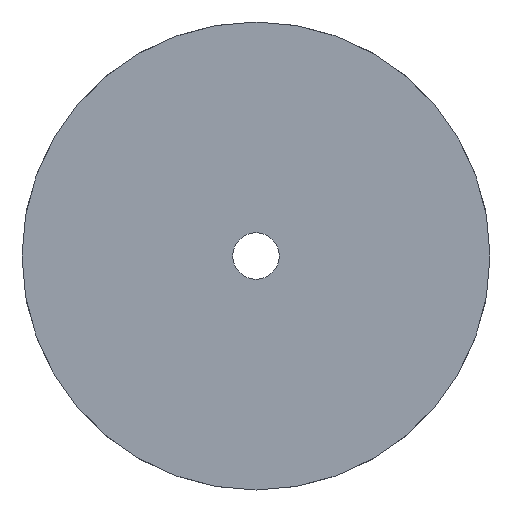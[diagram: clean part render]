
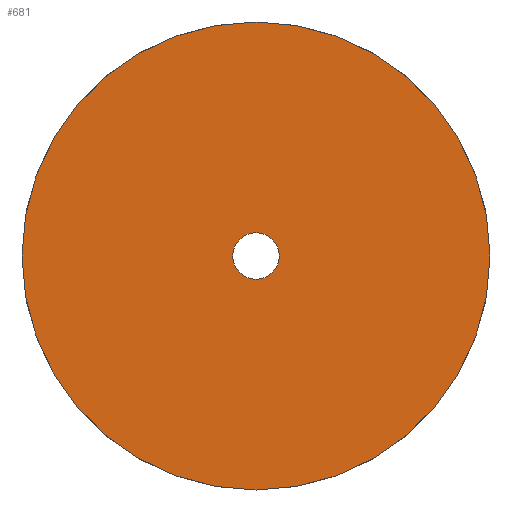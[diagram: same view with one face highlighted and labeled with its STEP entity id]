
A CAD part, left-side view. The second image highlights one B-rep face of the part: STEP entity #681.
In plain terms, the highlighted planar face has unit normal (-1, 0, 0).
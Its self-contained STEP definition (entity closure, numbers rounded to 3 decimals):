
#122=FACE_BOUND('',#205,.T.);
#149=FACE_OUTER_BOUND('',#204,.T.);
#204=EDGE_LOOP('',(#489));
#205=EDGE_LOOP('',(#490));
#280=CIRCLE('',#752,2.518);
#282=CIRCLE('',#756,25.4);
#333=VERTEX_POINT('',#1120);
#336=VERTEX_POINT('',#1129);
#393=EDGE_CURVE('',#333,#333,#280,.T.);
#397=EDGE_CURVE('',#336,#336,#282,.T.);
#489=ORIENTED_EDGE('',*,*,#397,.F.);
#490=ORIENTED_EDGE('',*,*,#393,.T.);
#654=PLANE('',#755);
#681=ADVANCED_FACE('',(#149,#122),#654,.T.);
#752=AXIS2_PLACEMENT_3D('',#1121,#870,#871);
#755=AXIS2_PLACEMENT_3D('',#1128,#878,#879);
#756=AXIS2_PLACEMENT_3D('',#1130,#880,#881);
#870=DIRECTION('center_axis',(1.,0.,0.));
#871=DIRECTION('ref_axis',(0.,-1.,0.));
#878=DIRECTION('center_axis',(-1.,0.,0.));
#879=DIRECTION('ref_axis',(0.,0.,1.));
#880=DIRECTION('center_axis',(1.,0.,0.));
#881=DIRECTION('ref_axis',(0.,0.,-1.));
#1120=CARTESIAN_POINT('',(-20.,2.517,0.));
#1121=CARTESIAN_POINT('Origin',(-20.,0.,
0.));
#1128=CARTESIAN_POINT('Origin',(-20.,25.4,0.));
#1129=CARTESIAN_POINT('',(-20.,-25.4,0.));
#1130=CARTESIAN_POINT('Origin',(-20.,0.,
0.));
